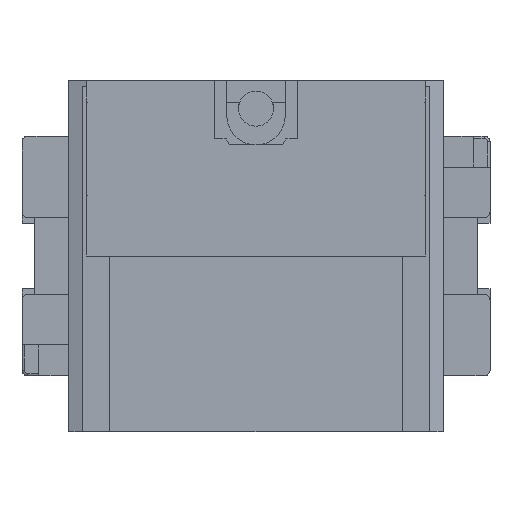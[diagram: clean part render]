
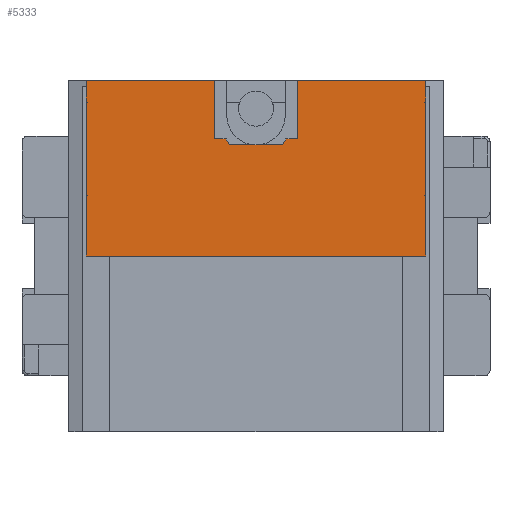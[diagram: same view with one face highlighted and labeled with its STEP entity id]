
A CAD part, front view. The second image highlights one B-rep face of the part: STEP entity #5333.
In plain terms, the highlighted planar face has unit normal (0, -1, 0).
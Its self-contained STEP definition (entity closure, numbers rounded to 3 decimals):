
#3177=DIRECTION('',(-1.,0.,0.));
#3178=VECTOR('',#3177,10.95);
#3179=CARTESIAN_POINT('',(14.5,-12.15,15.));
#3180=LINE('',#3179,#3178);
#3201=DIRECTION('',(-1.,0.,0.));
#3202=VECTOR('',#3201,10.95);
#3203=CARTESIAN_POINT('',(-3.55,-12.15,15.));
#3204=LINE('',#3203,#3202);
#3474=DIRECTION('',(0.,0.,-1.));
#3475=VECTOR('',#3474,5.15);
#3476=CARTESIAN_POINT('',(-14.5,-12.15,5.15));
#3477=LINE('',#3476,#3475);
#3494=DIRECTION('',(0.,0.,-1.));
#3495=VECTOR('',#3494,1.85);
#3496=CARTESIAN_POINT('',(-14.5,-12.15,15.));
#3497=LINE('',#3496,#3495);
#3584=DIRECTION('',(0.,0.,1.));
#3585=VECTOR('',#3584,8.);
#3586=CARTESIAN_POINT('',(14.5,-12.15,5.15));
#3587=LINE('',#3586,#3585);
#3588=DIRECTION('',(0.,0.,-1.));
#3589=VECTOR('',#3588,5.15);
#3590=CARTESIAN_POINT('',(14.5,-12.15,5.15));
#3591=LINE('',#3590,#3589);
#3592=DIRECTION('',(-1.,0.,0.));
#3593=VECTOR('',#3592,29.);
#3594=CARTESIAN_POINT('',(14.5,-12.15,0.));
#3595=LINE('',#3594,#3593);
#3596=DIRECTION('',(0.,0.,1.));
#3597=VECTOR('',#3596,8.);
#3598=CARTESIAN_POINT('',(-14.5,-12.15,5.15));
#3599=LINE('',#3598,#3597);
#3600=DIRECTION('',(0.514,0.,-0.857));
#3601=VECTOR('',#3600,0.583);
#3602=CARTESIAN_POINT('',(-2.55,-12.15,10.));
#3603=LINE('',#3602,#3601);
#3604=DIRECTION('',(0.514,0.,0.857));
#3605=VECTOR('',#3604,0.583);
#3606=CARTESIAN_POINT('',(2.25,-12.15,9.5));
#3607=LINE('',#3606,#3605);
#3608=DIRECTION('',(0.,0.,1.));
#3609=VECTOR('',#3608,5.);
#3610=CARTESIAN_POINT('',(3.55,-12.15,10.));
#3611=LINE('',#3610,#3609);
#3612=DIRECTION('',(0.,0.,-1.));
#3613=VECTOR('',#3612,1.85);
#3614=CARTESIAN_POINT('',(14.5,-12.15,15.));
#3615=LINE('',#3614,#3613);
#3636=DIRECTION('',(0.,0.,1.));
#3637=VECTOR('',#3636,5.);
#3638=CARTESIAN_POINT('',(-3.55,-12.15,10.));
#3639=LINE('',#3638,#3637);
#3721=DIRECTION('',(-1.,0.,0.));
#3722=VECTOR('',#3721,1.);
#3723=CARTESIAN_POINT('',(3.55,-12.15,10.));
#3724=LINE('',#3723,#3722);
#3737=DIRECTION('',(-1.,0.,0.));
#3738=VECTOR('',#3737,4.5);
#3739=CARTESIAN_POINT('',(2.25,-12.15,9.5));
#3740=LINE('',#3739,#3738);
#3745=DIRECTION('',(-1.,0.,0.));
#3746=VECTOR('',#3745,1.);
#3747=CARTESIAN_POINT('',(-2.55,-12.15,10.));
#3748=LINE('',#3747,#3746);
#4335=CARTESIAN_POINT('',(-14.5,-12.15,0.));
#4336=VERTEX_POINT('',#4335);
#4337=CARTESIAN_POINT('',(14.5,-12.15,0.));
#4338=VERTEX_POINT('',#4337);
#4427=CARTESIAN_POINT('',(14.5,-12.15,15.));
#4428=VERTEX_POINT('',#4427);
#4429=CARTESIAN_POINT('',(3.55,-12.15,15.));
#4430=VERTEX_POINT('',#4429);
#4443=CARTESIAN_POINT('',(-3.55,-12.15,15.));
#4444=VERTEX_POINT('',#4443);
#4445=CARTESIAN_POINT('',(-14.5,-12.15,15.));
#4446=VERTEX_POINT('',#4445);
#4583=CARTESIAN_POINT('',(14.5,-12.15,13.15));
#4584=VERTEX_POINT('',#4583);
#4587=CARTESIAN_POINT('',(-14.5,-12.15,13.15));
#4589=VERTEX_POINT('',#4587);
#4597=CARTESIAN_POINT('',(14.5,-12.15,5.15));
#4598=VERTEX_POINT('',#4597);
#4599=CARTESIAN_POINT('',(-14.5,-12.15,5.15));
#4600=VERTEX_POINT('',#4599);
#4601=CARTESIAN_POINT('',(-3.55,-12.15,10.));
#4602=VERTEX_POINT('',#4601);
#4603=CARTESIAN_POINT('',(-2.55,-12.15,10.));
#4604=VERTEX_POINT('',#4603);
#4605=CARTESIAN_POINT('',(-2.25,-12.15,9.5));
#4606=VERTEX_POINT('',#4605);
#4607=CARTESIAN_POINT('',(2.25,-12.15,9.5));
#4608=VERTEX_POINT('',#4607);
#4609=CARTESIAN_POINT('',(2.55,-12.15,10.));
#4610=VERTEX_POINT('',#4609);
#4611=CARTESIAN_POINT('',(3.55,-12.15,10.));
#4612=VERTEX_POINT('',#4611);
#5302=CARTESIAN_POINT('',(-14.5,-12.15,0.));
#5303=DIRECTION('',(0.,-1.,0.));
#5304=DIRECTION('',(1.,0.,0.));
#5305=AXIS2_PLACEMENT_3D('',#5302,#5303,#5304);
#5306=PLANE('',#5305);
#5307=ORIENTED_EDGE('',*,*,#5293,.F.);
#5308=ORIENTED_EDGE('',*,*,#5245,.T.);
#5309=ORIENTED_EDGE('',*,*,#4744,.T.);
#5310=ORIENTED_EDGE('',*,*,#5171,.F.);
#5312=ORIENTED_EDGE('',*,*,#5311,.T.);
#5313=ORIENTED_EDGE('',*,*,#5192,.F.);
#5314=ORIENTED_EDGE('',*,*,#4886,.F.);
#5316=ORIENTED_EDGE('',*,*,#5315,.F.);
#5318=ORIENTED_EDGE('',*,*,#5317,.F.);
#5320=ORIENTED_EDGE('',*,*,#5319,.T.);
#5322=ORIENTED_EDGE('',*,*,#5321,.F.);
#5324=ORIENTED_EDGE('',*,*,#5323,.T.);
#5326=ORIENTED_EDGE('',*,*,#5325,.F.);
#5328=ORIENTED_EDGE('',*,*,#5327,.T.);
#5329=ORIENTED_EDGE('',*,*,#4870,.F.);
#5330=ORIENTED_EDGE('',*,*,#5224,.T.);
#5331=EDGE_LOOP('',(#5307,#5308,#5309,#5310,#5312,#5313,#5314,#5316,#5318,#5320,
#5322,#5324,#5326,#5328,#5329,#5330));
#5332=FACE_OUTER_BOUND('',#5331,.F.);
#5333=ADVANCED_FACE('',(#5332),#5306,.T.);
#4744=EDGE_CURVE('',#4338,#4336,#3595,.T.);
#4870=EDGE_CURVE('',#4428,#4430,#3180,.T.);
#4886=EDGE_CURVE('',#4444,#4446,#3204,.T.);
#5171=EDGE_CURVE('',#4600,#4336,#3477,.T.);
#5192=EDGE_CURVE('',#4446,#4589,#3497,.T.);
#5224=EDGE_CURVE('',#4428,#4584,#3615,.T.);
#5245=EDGE_CURVE('',#4598,#4338,#3591,.T.);
#5293=EDGE_CURVE('',#4598,#4584,#3587,.T.);
#5311=EDGE_CURVE('',#4600,#4589,#3599,.T.);
#5315=EDGE_CURVE('',#4602,#4444,#3639,.T.);
#5317=EDGE_CURVE('',#4604,#4602,#3748,.T.);
#5319=EDGE_CURVE('',#4604,#4606,#3603,.T.);
#5321=EDGE_CURVE('',#4608,#4606,#3740,.T.);
#5323=EDGE_CURVE('',#4608,#4610,#3607,.T.);
#5325=EDGE_CURVE('',#4612,#4610,#3724,.T.);
#5327=EDGE_CURVE('',#4612,#4430,#3611,.T.);
